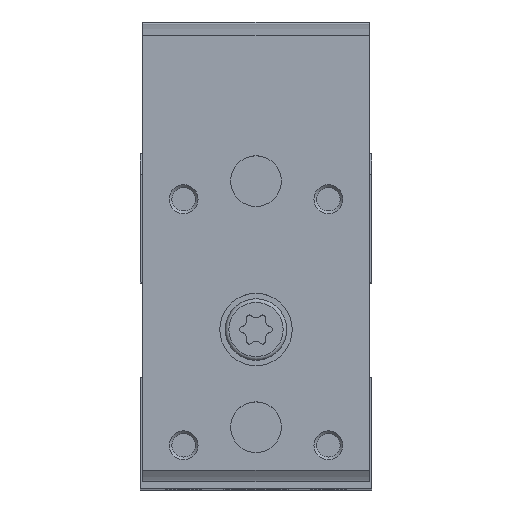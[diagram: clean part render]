
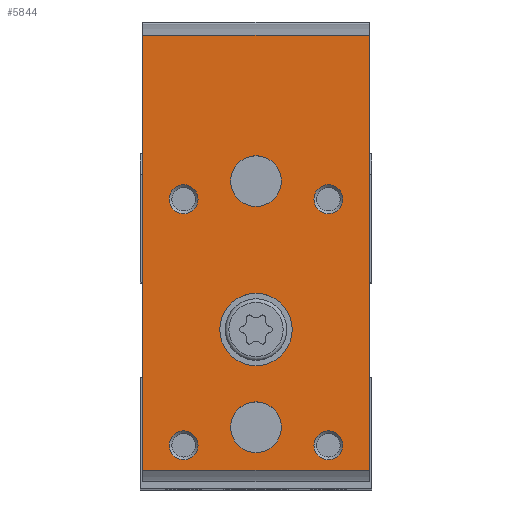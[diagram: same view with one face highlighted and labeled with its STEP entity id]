
A CAD part, top view. The second image highlights one B-rep face of the part: STEP entity #5844.
In plain terms, the highlighted planar face has unit normal (0, 0, 1).
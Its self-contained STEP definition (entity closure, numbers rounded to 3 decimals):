
#204=PLANE('',#7682);
#445=CIRCLE('',#7683,5.);
#446=CIRCLE('',#7684,3.5);
#447=CIRCLE('',#7685,3.5);
#448=CIRCLE('',#7686,2.);
#449=CIRCLE('',#7687,2.);
#450=CIRCLE('',#7688,2.);
#451=CIRCLE('',#7689,2.);
#1536=ORIENTED_EDGE('',*,*,#2673,.T.);
#1537=ORIENTED_EDGE('',*,*,#2674,.T.);
#1538=ORIENTED_EDGE('',*,*,#2675,.T.);
#1539=ORIENTED_EDGE('',*,*,#2676,.F.);
#1540=ORIENTED_EDGE('',*,*,#2677,.F.);
#1541=ORIENTED_EDGE('',*,*,#2678,.F.);
#1542=ORIENTED_EDGE('',*,*,#2679,.F.);
#1543=ORIENTED_EDGE('',*,*,#2680,.T.);
#1544=ORIENTED_EDGE('',*,*,#2681,.F.);
#1545=ORIENTED_EDGE('',*,*,#2682,.F.);
#1546=ORIENTED_EDGE('',*,*,#2683,.T.);
#2673=EDGE_CURVE('',#3341,#3341,#445,.T.);
#2674=EDGE_CURVE('',#3342,#3342,#446,.T.);
#2675=EDGE_CURVE('',#3343,#3343,#447,.T.);
#2676=EDGE_CURVE('',#3344,#3344,#448,.T.);
#2677=EDGE_CURVE('',#3345,#3345,#449,.T.);
#2678=EDGE_CURVE('',#3346,#3346,#450,.T.);
#2679=EDGE_CURVE('',#3347,#3347,#451,.T.);
#2680=EDGE_CURVE('',#3348,#3349,#3843,.T.);
#2681=EDGE_CURVE('',#3350,#3349,#3844,.T.);
#2682=EDGE_CURVE('',#3351,#3350,#3845,.T.);
#2683=EDGE_CURVE('',#3351,#3348,#3846,.T.);
#3341=VERTEX_POINT('',#11021);
#3342=VERTEX_POINT('',#11023);
#3343=VERTEX_POINT('',#11025);
#3344=VERTEX_POINT('',#11027);
#3345=VERTEX_POINT('',#11029);
#3346=VERTEX_POINT('',#11031);
#3347=VERTEX_POINT('',#11033);
#3348=VERTEX_POINT('',#11035);
#3349=VERTEX_POINT('',#11036);
#3350=VERTEX_POINT('',#11038);
#3351=VERTEX_POINT('',#11040);
#3843=LINE('',#11034,#4252);
#3844=LINE('',#11037,#4253);
#3845=LINE('',#11039,#4254);
#3846=LINE('',#11041,#4255);
#4252=VECTOR('',#9139,1000.);
#4253=VECTOR('',#9140,1000.);
#4254=VECTOR('',#9141,1000.);
#4255=VECTOR('',#9142,1000.);
#4669=EDGE_LOOP('',(#1536));
#4670=EDGE_LOOP('',(#1537));
#4671=EDGE_LOOP('',(#1538));
#4672=EDGE_LOOP('',(#1539));
#4673=EDGE_LOOP('',(#1540));
#4674=EDGE_LOOP('',(#1541));
#4675=EDGE_LOOP('',(#1542));
#4676=EDGE_LOOP('',(#1543,#1544,#1545,#1546));
#5231=FACE_BOUND('',#4669,.T.);
#5232=FACE_BOUND('',#4670,.T.);
#5233=FACE_BOUND('',#4671,.T.);
#5234=FACE_BOUND('',#4672,.T.);
#5235=FACE_BOUND('',#4673,.T.);
#5236=FACE_BOUND('',#4674,.T.);
#5237=FACE_BOUND('',#4675,.T.);
#5238=FACE_BOUND('',#4676,.T.);
#5844=ADVANCED_FACE('',(#5231,#5232,#5233,#5234,#5235,#5236,#5237,#5238),
#204,.F.);
#7682=AXIS2_PLACEMENT_3D('',#11019,#9123,#9124);
#7683=AXIS2_PLACEMENT_3D('',#11020,#9125,#9126);
#7684=AXIS2_PLACEMENT_3D('',#11022,#9127,#9128);
#7685=AXIS2_PLACEMENT_3D('',#11024,#9129,#9130);
#7686=AXIS2_PLACEMENT_3D('',#11026,#9131,#9132);
#7687=AXIS2_PLACEMENT_3D('',#11028,#9133,#9134);
#7688=AXIS2_PLACEMENT_3D('',#11030,#9135,#9136);
#7689=AXIS2_PLACEMENT_3D('',#11032,#9137,#9138);
#9123=DIRECTION('',(0.,0.,-1.));
#9124=DIRECTION('',(-1.,0.,0.));
#9125=DIRECTION('',(0.,0.,-1.));
#9126=DIRECTION('',(-1.,0.,0.));
#9127=DIRECTION('',(0.,0.,-1.));
#9128=DIRECTION('',(-1.,0.,0.));
#9129=DIRECTION('',(0.,0.,-1.));
#9130=DIRECTION('',(-1.,0.,0.));
#9131=DIRECTION('',(0.,0.,1.));
#9132=DIRECTION('',(1.,0.,0.));
#9133=DIRECTION('',(0.,0.,1.));
#9134=DIRECTION('',(1.,0.,0.));
#9135=DIRECTION('',(0.,0.,1.));
#9136=DIRECTION('',(1.,0.,0.));
#9137=DIRECTION('',(0.,0.,1.));
#9138=DIRECTION('',(1.,0.,0.));
#9139=DIRECTION('',(0.,-1.,0.));
#9140=DIRECTION('',(-1.,0.,0.));
#9141=DIRECTION('',(0.,-1.,0.));
#9142=DIRECTION('',(-1.,0.,0.));
#11019=CARTESIAN_POINT('',(15.65,63.5,0.));
#11020=CARTESIAN_POINT('',(0.,21.,0.));
#11021=CARTESIAN_POINT('',(-5.,21.,0.));
#11022=CARTESIAN_POINT('',(0.,7.5,0.));
#11023=CARTESIAN_POINT('',(-3.5,7.5,0.));
#11024=CARTESIAN_POINT('',(0.,41.5,0.));
#11025=CARTESIAN_POINT('',(-3.5,41.5,0.));
#11026=CARTESIAN_POINT('',(-10.,39.,0.));
#11027=CARTESIAN_POINT('',(-8.,39.,0.));
#11028=CARTESIAN_POINT('',(10.,39.,0.));
#11029=CARTESIAN_POINT('',(12.,39.,0.));
#11030=CARTESIAN_POINT('',(-10.,5.,0.));
#11031=CARTESIAN_POINT('',(-8.,5.,0.));
#11032=CARTESIAN_POINT('',(10.,5.,0.));
#11033=CARTESIAN_POINT('',(12.,5.,0.));
#11034=CARTESIAN_POINT('',(-15.65,63.5,0.));
#11035=CARTESIAN_POINT('',(-15.65,61.656,0.));
#11036=CARTESIAN_POINT('',(-15.65,1.544,0.));
#11037=CARTESIAN_POINT('',(15.65,1.544,0.));
#11038=CARTESIAN_POINT('',(15.65,1.544,0.));
#11039=CARTESIAN_POINT('',(15.65,63.5,0.));
#11040=CARTESIAN_POINT('',(15.65,61.656,0.));
#11041=CARTESIAN_POINT('',(15.65,61.656,0.));
